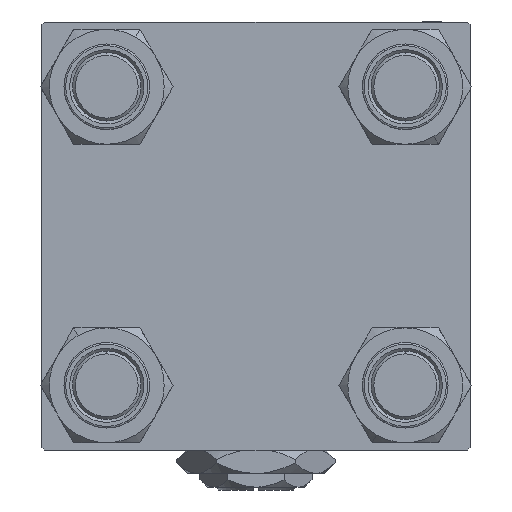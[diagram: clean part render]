
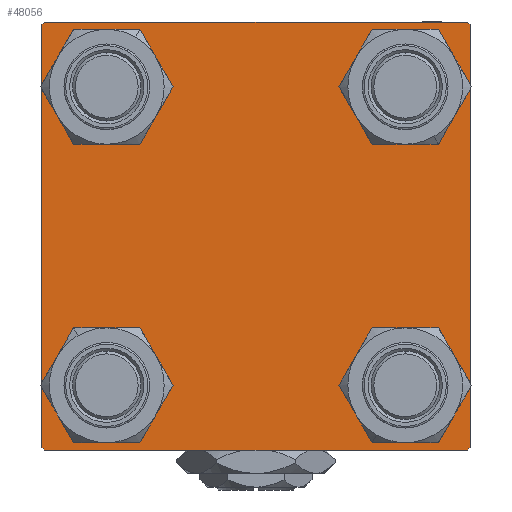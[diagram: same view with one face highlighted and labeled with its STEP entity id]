
A CAD part, left-side view. The second image highlights one B-rep face of the part: STEP entity #48056.
In plain terms, the highlighted planar face has unit normal (-1, 0, 0).
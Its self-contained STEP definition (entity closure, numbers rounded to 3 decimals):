
#276 = VERTEX_POINT ( 'NONE', #46891 ) ;
#671 = EDGE_LOOP ( 'NONE', ( #41852, #9228 ) ) ;
#2183 = LINE ( 'NONE', #37443, #13802 ) ;
#2555 = VERTEX_POINT ( 'NONE', #22738 ) ;
#2623 = ORIENTED_EDGE ( 'NONE', *, *, #35964, .F. ) ;
#3104 = DIRECTION ( 'NONE',  ( 0., 0.707, 0.707 ) ) ;
#3161 = VERTEX_POINT ( 'NONE', #8002 ) ;
#3515 = DIRECTION ( 'NONE',  ( 0., 0., 1. ) ) ;
#3938 = CIRCLE ( 'NONE', #49640, 6.5 ) ;
#3940 = CARTESIAN_POINT ( 'NONE',  ( 0., 37.5, -37. ) ) ;
#4166 = CIRCLE ( 'NONE', #49872, 6.5 ) ;
#4432 = CIRCLE ( 'NONE', #38299, 6.5 ) ;
#4474 = VECTOR ( 'NONE', #21655, 1000. ) ;
#4552 = CARTESIAN_POINT ( 'NONE',  ( 0., 37.5, 37.5 ) ) ;
#4766 = EDGE_LOOP ( 'NONE', ( #12118, #7505, #42958, #22367, #19380, #28299, #2623, #46900 ) ) ;
#5260 = EDGE_CURVE ( 'NONE', #40256, #10597, #4166, .T. ) ;
#5976 = CARTESIAN_POINT ( 'NONE',  ( 0., -26.15, -19.65 ) ) ;
#6695 = VERTEX_POINT ( 'NONE', #42221 ) ;
#7445 = ORIENTED_EDGE ( 'NONE', *, *, #7599, .T. ) ;
#7469 = CARTESIAN_POINT ( 'NONE',  ( 0., 37.5, 37.5 ) ) ;
#7505 = ORIENTED_EDGE ( 'NONE', *, *, #37905, .T. ) ;
#7599 = EDGE_CURVE ( 'NONE', #3161, #6695, #50784, .T. ) ;
#7697 = DIRECTION ( 'NONE',  ( 0., 0., 1. ) ) ;
#8002 = CARTESIAN_POINT ( 'NONE',  ( 0., 26.15, -32.65 ) ) ;
#8461 = EDGE_CURVE ( 'NONE', #37550, #25110, #17333, .T. ) ;
#8599 = CIRCLE ( 'NONE', #50063, 6.5 ) ;
#9228 = ORIENTED_EDGE ( 'NONE', *, *, #32541, .T. ) ;
#10152 = AXIS2_PLACEMENT_3D ( 'NONE', #27816, #32316, #47728 ) ;
#10392 = DIRECTION ( 'NONE',  ( 0., -1., 0. ) ) ;
#10597 = VERTEX_POINT ( 'NONE', #19170 ) ;
#11790 = LINE ( 'NONE', #51553, #47910 ) ;
#12118 = ORIENTED_EDGE ( 'NONE', *, *, #22916, .T. ) ;
#12232 = DIRECTION ( 'NONE',  ( 0., 0., -1. ) ) ;
#13123 = VERTEX_POINT ( 'NONE', #38955 ) ;
#13205 = VECTOR ( 'NONE', #27685, 1000. ) ;
#13346 = DIRECTION ( 'NONE',  ( 0., 0., 1. ) ) ;
#13752 = ORIENTED_EDGE ( 'NONE', *, *, #15068, .T. ) ;
#13802 = VECTOR ( 'NONE', #10392, 1000. ) ;
#13904 = VERTEX_POINT ( 'NONE', #39814 ) ;
#14199 = CARTESIAN_POINT ( 'NONE',  ( 0., 37., -37.5 ) ) ;
#14681 = AXIS2_PLACEMENT_3D ( 'NONE', #50185, #38241, #13346 ) ;
#14718 = VERTEX_POINT ( 'NONE', #39564 ) ;
#15068 = EDGE_CURVE ( 'NONE', #13904, #49252, #8599, .T. ) ;
#17333 = LINE ( 'NONE', #28737, #33889 ) ;
#17929 = LINE ( 'NONE', #33833, #4474 ) ;
#18894 = CARTESIAN_POINT ( 'NONE',  ( 0., 26.15, -26.15 ) ) ;
#19170 = CARTESIAN_POINT ( 'NONE',  ( 0., -26.15, -32.65 ) ) ;
#19380 = ORIENTED_EDGE ( 'NONE', *, *, #30254, .F. ) ;
#19481 = LINE ( 'NONE', #43611, #13205 ) ;
#19555 = EDGE_CURVE ( 'NONE', #13123, #36246, #26939, .T. ) ;
#19671 = DIRECTION ( 'NONE',  ( 1., 0., 0. ) ) ;
#19725 = PLANE ( 'NONE',  #43928 ) ;
#21655 = DIRECTION ( 'NONE',  ( 0., 0., -1. ) ) ;
#22080 = CARTESIAN_POINT ( 'NONE',  ( 0., 26.15, 19.65 ) ) ;
#22367 = ORIENTED_EDGE ( 'NONE', *, *, #37963, .T. ) ;
#22563 = ORIENTED_EDGE ( 'NONE', *, *, #38223, .T. ) ;
#22738 = CARTESIAN_POINT ( 'NONE',  ( 0., -37., -37.5 ) ) ;
#22916 = EDGE_CURVE ( 'NONE', #25110, #46709, #44055, .T. ) ;
#23051 = AXIS2_PLACEMENT_3D ( 'NONE', #47556, #23677, #44619 ) ;
#23660 = ORIENTED_EDGE ( 'NONE', *, *, #38201, .T. ) ;
#23677 = DIRECTION ( 'NONE',  ( 1., 0., 0. ) ) ;
#24219 = FACE_BOUND ( 'NONE', #25283, .T. ) ;
#24670 = DIRECTION ( 'NONE',  ( 0., -1., 0. ) ) ;
#25110 = VERTEX_POINT ( 'NONE', #36248 ) ;
#25283 = EDGE_LOOP ( 'NONE', ( #13752, #23660 ) ) ;
#25345 = EDGE_CURVE ( 'NONE', #10597, #40256, #4432, .T. ) ;
#25711 = EDGE_CURVE ( 'NONE', #51708, #14718, #32338, .T. ) ;
#26021 = ORIENTED_EDGE ( 'NONE', *, *, #25345, .T. ) ;
#26612 = EDGE_LOOP ( 'NONE', ( #48626, #26021 ) ) ;
#26939 = LINE ( 'NONE', #36198, #36686 ) ;
#27530 = CARTESIAN_POINT ( 'NONE',  ( 0., -26.15, -26.15 ) ) ;
#27685 = DIRECTION ( 'NONE',  ( 0., -0.707, -0.707 ) ) ;
#27816 = CARTESIAN_POINT ( 'NONE',  ( 0., 26.15, -26.15 ) ) ;
#27930 = FACE_BOUND ( 'NONE', #26612, .T. ) ;
#28239 = DIRECTION ( 'NONE',  ( 0., 0., 1. ) ) ;
#28299 = ORIENTED_EDGE ( 'NONE', *, *, #19555, .T. ) ;
#28328 = VECTOR ( 'NONE', #24670, 1000. ) ;
#28737 = CARTESIAN_POINT ( 'NONE',  ( 0., 37.25, 37.25 ) ) ;
#30254 = EDGE_CURVE ( 'NONE', #13123, #276, #17929, .T. ) ;
#31709 = EDGE_CURVE ( 'NONE', #33101, #2555, #2183, .T. ) ;
#32065 = DIRECTION ( 'NONE',  ( 1., 0., 0. ) ) ;
#32316 = DIRECTION ( 'NONE',  ( 1., 0., 0. ) ) ;
#32338 = CIRCLE ( 'NONE', #23051, 6.5 ) ;
#32479 = CARTESIAN_POINT ( 'NONE',  ( 0., -26.15, -26.15 ) ) ;
#32541 = EDGE_CURVE ( 'NONE', #14718, #51708, #35856, .T. ) ;
#32565 = CARTESIAN_POINT ( 'NONE',  ( 0., -37., 37.5 ) ) ;
#32671 = CIRCLE ( 'NONE', #41989, 6.5 ) ;
#33101 = VERTEX_POINT ( 'NONE', #14199 ) ;
#33833 = CARTESIAN_POINT ( 'NONE',  ( 0., -37.5, 37.5 ) ) ;
#33889 = VECTOR ( 'NONE', #36958, 1000. ) ;
#35545 = LINE ( 'NONE', #7469, #28328 ) ;
#35834 = CARTESIAN_POINT ( 'NONE',  ( 0., 26.15, 26.15 ) ) ;
#35856 = CIRCLE ( 'NONE', #14681, 6.5 ) ;
#35888 = CARTESIAN_POINT ( 'NONE',  ( 0., 0., 0. ) ) ;
#35964 = EDGE_CURVE ( 'NONE', #37550, #36246, #35545, .T. ) ;
#36141 = FACE_BOUND ( 'NONE', #671, .T. ) ;
#36198 = CARTESIAN_POINT ( 'NONE',  ( 0., -37.25, 37.25 ) ) ;
#36246 = VERTEX_POINT ( 'NONE', #32565 ) ;
#36248 = CARTESIAN_POINT ( 'NONE',  ( 0., 37.5, 37. ) ) ;
#36686 = VECTOR ( 'NONE', #3104, 1000. ) ;
#36958 = DIRECTION ( 'NONE',  ( 0., 0.707, -0.707 ) ) ;
#37443 = CARTESIAN_POINT ( 'NONE',  ( 0., 37.5, -37.5 ) ) ;
#37550 = VERTEX_POINT ( 'NONE', #44455 ) ;
#37905 = EDGE_CURVE ( 'NONE', #46709, #33101, #19481, .T. ) ;
#37963 = EDGE_CURVE ( 'NONE', #2555, #276, #11790, .T. ) ;
#38201 = EDGE_CURVE ( 'NONE', #49252, #13904, #32671, .T. ) ;
#38223 = EDGE_CURVE ( 'NONE', #6695, #3161, #3938, .T. ) ;
#38241 = DIRECTION ( 'NONE',  ( 1., 0., 0. ) ) ;
#38299 = AXIS2_PLACEMENT_3D ( 'NONE', #32479, #48403, #28239 ) ;
#38955 = CARTESIAN_POINT ( 'NONE',  ( 0., -37.5, 37. ) ) ;
#39039 = DIRECTION ( 'NONE',  ( 0., 0., 1. ) ) ;
#39296 = DIRECTION ( 'NONE',  ( 1., 0., 0. ) ) ;
#39564 = CARTESIAN_POINT ( 'NONE',  ( 0., -26.15, 19.65 ) ) ;
#39814 = CARTESIAN_POINT ( 'NONE',  ( 0., 26.15, 32.65 ) ) ;
#39868 = DIRECTION ( 'NONE',  ( -1., 0., 0. ) ) ;
#39884 = DIRECTION ( 'NONE',  ( 0., -0.707, 0.707 ) ) ;
#39987 = DIRECTION ( 'NONE',  ( 1., 0., 0. ) ) ;
#40028 = CARTESIAN_POINT ( 'NONE',  ( 0., 26.15, 26.15 ) ) ;
#40256 = VERTEX_POINT ( 'NONE', #5976 ) ;
#40383 = FACE_OUTER_BOUND ( 'NONE', #4766, .T. ) ;
#41852 = ORIENTED_EDGE ( 'NONE', *, *, #25711, .T. ) ;
#41989 = AXIS2_PLACEMENT_3D ( 'NONE', #35834, #39296, #39039 ) ;
#42221 = CARTESIAN_POINT ( 'NONE',  ( 0., 26.15, -19.65 ) ) ;
#42710 = VECTOR ( 'NONE', #12232, 1000. ) ;
#42958 = ORIENTED_EDGE ( 'NONE', *, *, #31709, .T. ) ;
#43332 = DIRECTION ( 'NONE',  ( 0., 0., 1. ) ) ;
#43611 = CARTESIAN_POINT ( 'NONE',  ( 0., 37.25, -37.25 ) ) ;
#43714 = DIRECTION ( 'NONE',  ( 0., 0., 1. ) ) ;
#43928 = AXIS2_PLACEMENT_3D ( 'NONE', #35888, #39868, #43332 ) ;
#44055 = LINE ( 'NONE', #4552, #42710 ) ;
#44455 = CARTESIAN_POINT ( 'NONE',  ( 0., 37., 37.5 ) ) ;
#44619 = DIRECTION ( 'NONE',  ( 0., 0., 1. ) ) ;
#45458 = CARTESIAN_POINT ( 'NONE',  ( 0., -26.15, 32.65 ) ) ;
#46709 = VERTEX_POINT ( 'NONE', #3940 ) ;
#46891 = CARTESIAN_POINT ( 'NONE',  ( 0., -37.5, -37. ) ) ;
#46900 = ORIENTED_EDGE ( 'NONE', *, *, #8461, .T. ) ;
#47556 = CARTESIAN_POINT ( 'NONE',  ( 0., -26.15, 26.15 ) ) ;
#47728 = DIRECTION ( 'NONE',  ( 0., 0., 1. ) ) ;
#47910 = VECTOR ( 'NONE', #39884, 1000. ) ;
#48056 = ADVANCED_FACE ( 'NONE', ( #36141, #27930, #51538, #24219, #40383 ), #19725, .T. ) ;
#48403 = DIRECTION ( 'NONE',  ( 1., 0., 0. ) ) ;
#48626 = ORIENTED_EDGE ( 'NONE', *, *, #5260, .T. ) ;
#49252 = VERTEX_POINT ( 'NONE', #22080 ) ;
#49453 = EDGE_LOOP ( 'NONE', ( #22563, #7445 ) ) ;
#49640 = AXIS2_PLACEMENT_3D ( 'NONE', #18894, #19671, #3515 ) ;
#49872 = AXIS2_PLACEMENT_3D ( 'NONE', #27530, #39987, #43714 ) ;
#50063 = AXIS2_PLACEMENT_3D ( 'NONE', #40028, #32065, #7697 ) ;
#50185 = CARTESIAN_POINT ( 'NONE',  ( 0., -26.15, 26.15 ) ) ;
#50784 = CIRCLE ( 'NONE', #10152, 6.5 ) ;
#51538 = FACE_BOUND ( 'NONE', #49453, .T. ) ;
#51553 = CARTESIAN_POINT ( 'NONE',  ( 0., -37.25, -37.25 ) ) ;
#51708 = VERTEX_POINT ( 'NONE', #45458 ) ;
